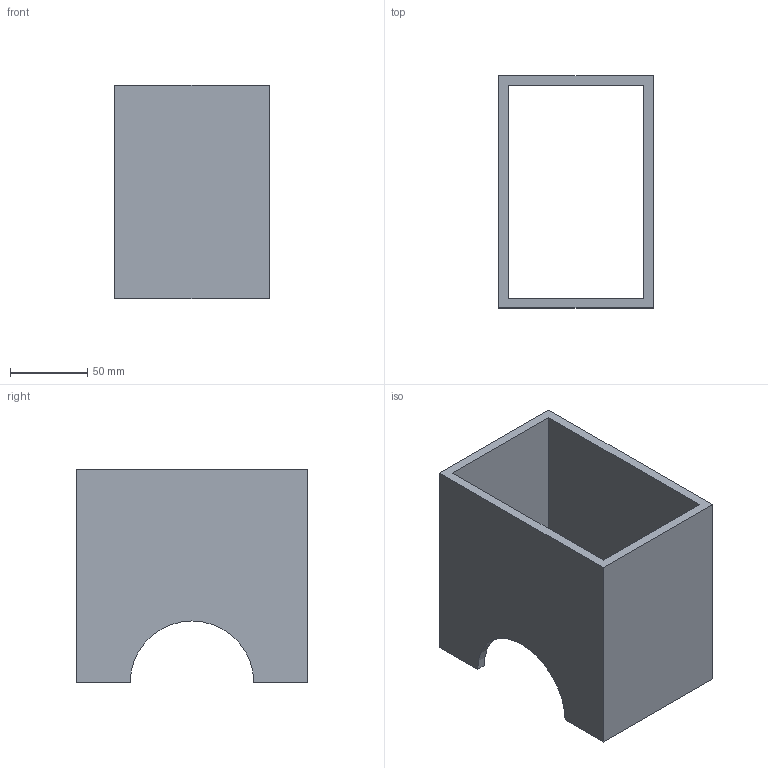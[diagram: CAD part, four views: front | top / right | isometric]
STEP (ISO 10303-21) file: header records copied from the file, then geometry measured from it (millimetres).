
FILE_DESCRIPTION (( 'STEP AP203' ), '1' );
FILE_NAME ('Arm2_Default_sldprt.STEP', '2018-06-18T09:01:48', ( '' ), ( '' ), 'SwSTEP 2.0', 'SolidWorks 2017', '' );
FILE_SCHEMA (( 'CONFIG_CONTROL_DESIGN' ));
Length unit declared in the file: millimetre
Products named in the file (1): Arm2_Default_sldprt
Bounding box: 100 x 150 x 138.2 mm (x, y, z)
Volume: 364546.5 mm3; surface area: 127775.5 mm2
Topology: 1 solids, 1 shells, 13 faces, 36 edges, 24 vertices
Faces by surface type: plane 11, cylinder 2
Entity records: 495 total; most frequent: CARTESIAN_POINT 74, ORIENTED_EDGE 72, DIRECTION 68, EDGE_CURVE 36, LINE 32, VECTOR 32, VERTEX_POINT 24, AXIS2_PLACEMENT_3D 18
